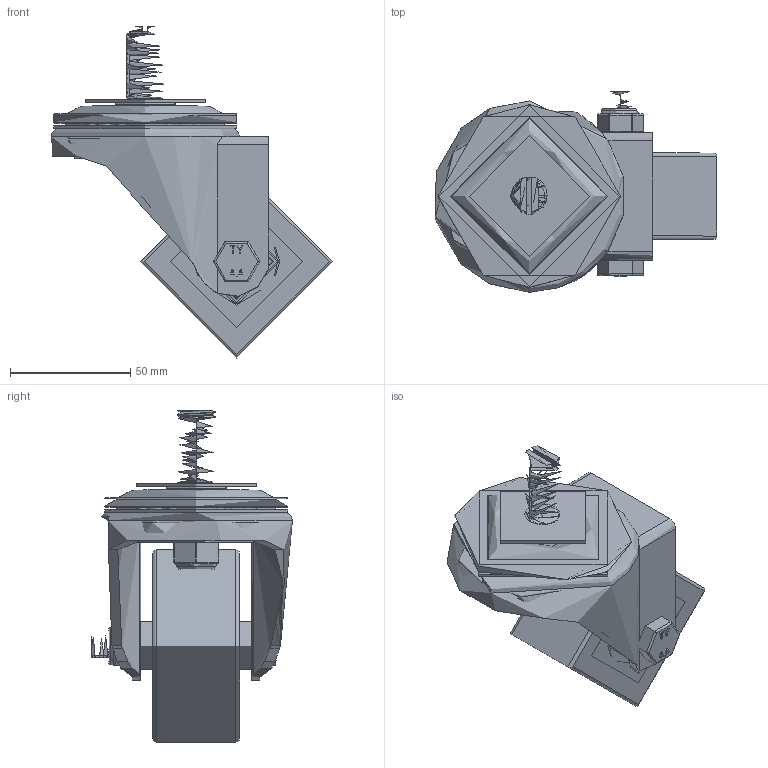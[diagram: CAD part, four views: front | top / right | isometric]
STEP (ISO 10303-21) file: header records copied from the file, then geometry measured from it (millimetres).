
FILE_DESCRIPTION(/* description */ ('','CAx-IF Rec.Pracs.---Representation and Presentation of Product Manufacturing Information (PMI)---4.0---2014-10-13'),/* implementation_level */ '2;1');
FILE_NAME(/* name */ 'BZH80PTBJST.step',/* time_stamp */ '2024-12-13T10:04:23Z',/* author */ (''),/* organization */ (''),/* preprocessor_version */ 'ST-DEVELOPER v20',/* originating_system */ 'Autodesk Translation Framework v13.20.0.188',/* authorisation */ '');
FILE_SCHEMA (('AP242_MANAGED_MODEL_BASED_3D_ENGINEERING_MIM_LF { 1 0 10303 442 1 1 4 }'));
Length unit declared in the file: millimetre
Products named in the file (42): BZH80PTBJST; BZH80ASBH12 v1; ZINC PLATED, PRESSED STEEL TOP PLATE; ZINC PLATED, PRESSED STEEL TOP PLATE Geometry; Pattern; Component1; ZINC PLATED, PRESSED STEEL FORKS; BEARING SEAL; BZH8036WPTBJM15 v1; POLYURETHANE TYRE; CAST IRON RIM; BEARING 6202; Pattern (1); BEARING 6202 (1); Pattern (1) (1); Component1 (1); METAL; METAL2; MIDDLE; RUBBER; RUBBER2; BEARING SPACER; TH15X5X10 - 3 v1; ZINC PLATED HEADED SPACER; TH15X5X10 - 3 v1 (1); ZINC PLATED HEADED SPACER (1); HEXBOLTM10X70Z8.8 v2; GRADE 8.8 THREADED ZINC PLATED BOLT; NYLOCM10Z v1; NYLOC NUT; RUBBER (1); NUT; WM12X24X2Z v1; ZINC PLATED WASHER; WM12X50X1.5Z v1; ZINC PLATED WASHER (1); BZPSTM16X30 v2; ZINC PLATED STEM; NYLOCM12Z v1; NYLOC NUT (1) ...
Assembly tree (76 placements, depth 5):
  BZH80PTBJST
    BZH80ASBH12 v1
      ZINC PLATED, PRESSED STEEL TOP PLATE
        ZINC PLATED, PRESSED STEEL TOP PLATE Geometry
        Pattern
          Component1  x16
      ZINC PLATED, PRESSED STEEL FORKS
      BEARING SEAL
    BZH8036WPTBJM15 v1
      POLYURETHANE TYRE
      CAST IRON RIM
      BEARING 6202
        METAL
        METAL2
        Pattern (1)
          Component1 (1)  x8
        MIDDLE
        RUBBER
        RUBBER2
      BEARING 6202 (1)
        Pattern (1) (1)
          Component1 (1)  x8
        METAL
        METAL2
        MIDDLE
        RUBBER
        RUBBER2
      BEARING SPACER
    TH15X5X10 - 3 v1
      ZINC PLATED HEADED SPACER
    TH15X5X10 - 3 v1 (1)
      ZINC PLATED HEADED SPACER (1)
    HEXBOLTM10X70Z8.8 v2
      GRADE 8.8 THREADED ZINC PLATED BOLT
    NYLOCM10Z v1
      NYLOC NUT
        RUBBER (1)
        NUT
    WM12X24X2Z v1
      ZINC PLATED WASHER
    WM12X50X1.5Z v1
      ZINC PLATED WASHER (1)
    BZPSTM16X30 v2
      ZINC PLATED STEM
    NYLOCM12Z v1
      NYLOC NUT (1)
        NUT (1)
        RUBBER (2)
Bounding box: 117.1 x 83.5 x 138 mm (x, y, z)
Volume: 271503.1 mm3; surface area: 123622.4 mm2
Topology: 58 solids, 58 shells, 1141 faces, 2824 edges, 1856 vertices
Faces by surface type: plane 398, bspline 328, cylinder 288, sphere 88, torus 29, cone 10
Full cylindrical faces by diameter (mm): 8.141 x18, 9.836 x13, 9.85 x19, 10 x3, 10.2 x2, 10.5 x2, 11.834 x14, 12 x5, 12.2 x1, 13 x1, 13.5 x1, 13.534 x13, 14 x2, 14.75 x2, 15 x3, 15.822 x13, 16 x2, 18 x2, 18.5 x1, 19 x1, 20 x10, 22 x1, 22.5 x4, 23 x4, 24 x1, 25 x2, 30 x8, 30.5 x4, 31 x8, 32 x3
Entity records: 39286 total; most frequent: CARTESIAN_POINT 20946, ORIENTED_EDGE 3772, DIRECTION 3118, EDGE_CURVE 1886, VERTEX_POINT 1238, AXIS2_PLACEMENT_3D 1182, EDGE_LOOP 926, FACE_OUTER_BOUND 781
